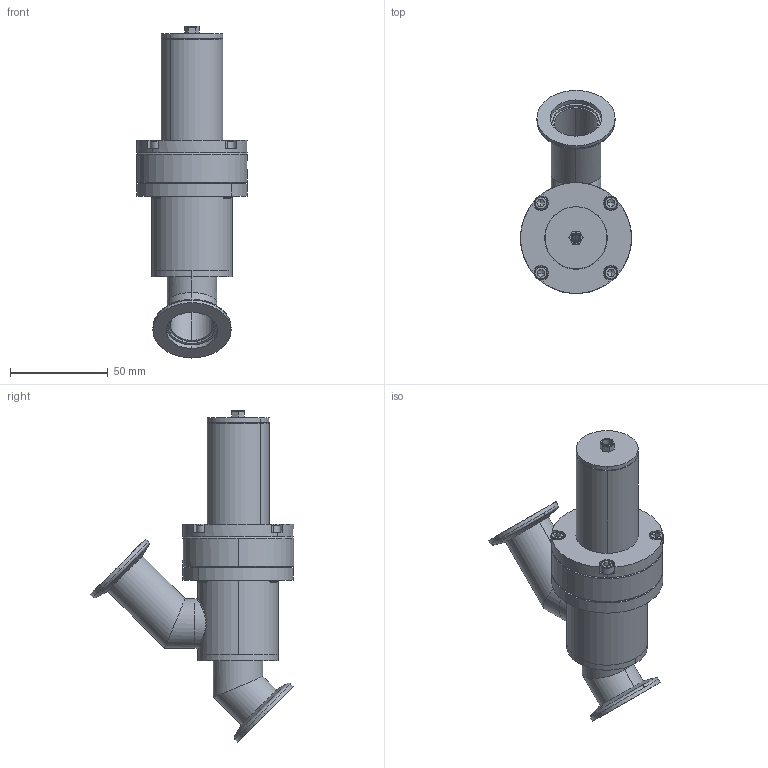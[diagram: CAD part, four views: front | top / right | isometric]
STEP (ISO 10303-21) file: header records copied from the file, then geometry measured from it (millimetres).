
FILE_DESCRIPTION (( 'STEP AP203' ), '1' );
FILE_NAME ('AIVP-S03100.STEP', '2023-06-22T17:49:44', ( '' ), ( '' ), 'SwSTEP 2.0', 'SolidWorks 2020', '' );
FILE_SCHEMA (( 'CONFIG_CONTROL_DESIGN' ));
Length unit declared in the file: inch
Products named in the file (1): AIVP-S03100
Bounding box: 56.77 x 103.93 x 169.83 mm (x, y, z)
Volume: 87048.4 mm3; surface area: 65799.5 mm2
Topology: 16 solids, 16 shells, 1251 faces, 3088 edges, 1872 vertices
Faces by surface type: cone 513, cylinder 360, bspline 240, plane 126, torus 12
Entity records: 41769 total; most frequent: CARTESIAN_POINT 11561, DIRECTION 6999, ORIENTED_EDGE 6160, EDGE_CURVE 3080, AXIS2_PLACEMENT_3D 2979, CIRCLE 1967, VERTEX_POINT 1872, EDGE_LOOP 1314
